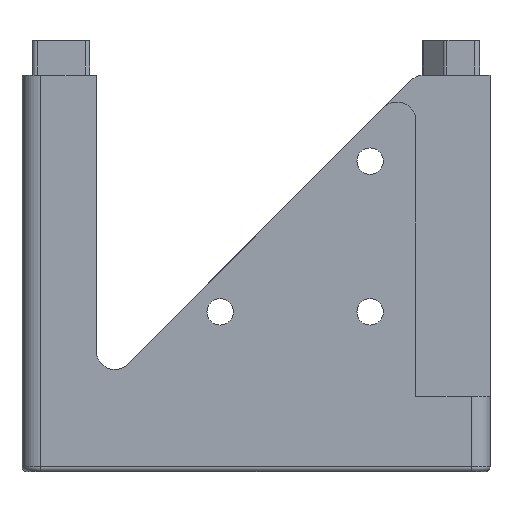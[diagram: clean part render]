
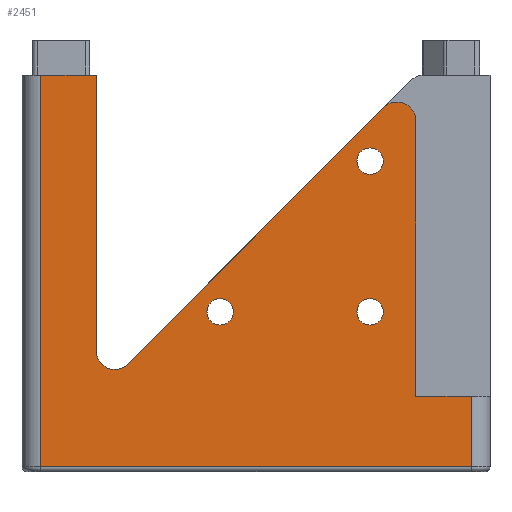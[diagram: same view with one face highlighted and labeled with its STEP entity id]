
A CAD part, left-side view. The second image highlights one B-rep face of the part: STEP entity #2451.
In plain terms, the highlighted planar face has unit normal (-1, 0, 0).
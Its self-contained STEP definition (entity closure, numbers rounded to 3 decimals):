
#52=FACE_BOUND('',#367,.T.);
#53=FACE_BOUND('',#368,.T.);
#54=FACE_BOUND('',#369,.T.);
#98=PLANE('',#2630);
#235=FACE_OUTER_BOUND('',#366,.T.);
#366=EDGE_LOOP('',(#1815,#1816,#1817,#1818,#1819,#1820,#1821,#1822,#1823,
#1824));
#367=EDGE_LOOP('',(#1825));
#368=EDGE_LOOP('',(#1826));
#369=EDGE_LOOP('',(#1827));
#567=LINE('',#3801,#799);
#568=LINE('',#3805,#800);
#569=LINE('',#3807,#801);
#570=LINE('',#3809,#802);
#571=LINE('',#3811,#803);
#572=LINE('',#3813,#804);
#573=LINE('',#3815,#805);
#574=LINE('',#3816,#806);
#799=VECTOR('',#2983,10.);
#800=VECTOR('',#2986,10.);
#801=VECTOR('',#2987,10.);
#802=VECTOR('',#2988,10.);
#803=VECTOR('',#2989,10.);
#804=VECTOR('',#2990,10.);
#805=VECTOR('',#2991,10.);
#806=VECTOR('',#2992,10.);
#1009=CIRCLE('',#2629,2.);
#1010=CIRCLE('',#2631,2.);
#1011=CIRCLE('',#2632,1.4);
#1012=CIRCLE('',#2633,1.4);
#1013=CIRCLE('',#2634,1.4);
#1162=VERTEX_POINT('',#3794);
#1163=VERTEX_POINT('',#3796);
#1164=VERTEX_POINT('',#3800);
#1165=VERTEX_POINT('',#3802);
#1166=VERTEX_POINT('',#3804);
#1167=VERTEX_POINT('',#3806);
#1168=VERTEX_POINT('',#3808);
#1169=VERTEX_POINT('',#3810);
#1170=VERTEX_POINT('',#3812);
#1171=VERTEX_POINT('',#3814);
#1172=VERTEX_POINT('',#3817);
#1173=VERTEX_POINT('',#3819);
#1174=VERTEX_POINT('',#3821);
#1420=EDGE_CURVE('',#1162,#1163,#1009,.T.);
#1422=EDGE_CURVE('',#1164,#1162,#567,.T.);
#1423=EDGE_CURVE('',#1165,#1164,#1010,.T.);
#1424=EDGE_CURVE('',#1165,#1166,#568,.T.);
#1425=EDGE_CURVE('',#1167,#1166,#569,.T.);
#1426=EDGE_CURVE('',#1168,#1167,#570,.T.);
#1427=EDGE_CURVE('',#1169,#1168,#571,.T.);
#1428=EDGE_CURVE('',#1170,#1169,#572,.T.);
#1429=EDGE_CURVE('',#1171,#1170,#573,.T.);
#1430=EDGE_CURVE('',#1163,#1171,#574,.T.);
#1431=EDGE_CURVE('',#1172,#1172,#1011,.T.);
#1432=EDGE_CURVE('',#1173,#1173,#1012,.T.);
#1433=EDGE_CURVE('',#1174,#1174,#1013,.T.);
#1815=ORIENTED_EDGE('',*,*,#1420,.F.);
#1816=ORIENTED_EDGE('',*,*,#1422,.F.);
#1817=ORIENTED_EDGE('',*,*,#1423,.F.);
#1818=ORIENTED_EDGE('',*,*,#1424,.T.);
#1819=ORIENTED_EDGE('',*,*,#1425,.F.);
#1820=ORIENTED_EDGE('',*,*,#1426,.F.);
#1821=ORIENTED_EDGE('',*,*,#1427,.F.);
#1822=ORIENTED_EDGE('',*,*,#1428,.F.);
#1823=ORIENTED_EDGE('',*,*,#1429,.F.);
#1824=ORIENTED_EDGE('',*,*,#1430,.F.);
#1825=ORIENTED_EDGE('',*,*,#1431,.F.);
#1826=ORIENTED_EDGE('',*,*,#1432,.F.);
#1827=ORIENTED_EDGE('',*,*,#1433,.F.);
#2451=ADVANCED_FACE('',(#235,#52,#53,#54),#98,.T.);
#2629=AXIS2_PLACEMENT_3D('',#3797,#2978,#2979);
#2630=AXIS2_PLACEMENT_3D('',#3799,#2981,#2982);
#2631=AXIS2_PLACEMENT_3D('',#3803,#2984,#2985);
#2632=AXIS2_PLACEMENT_3D('',#3818,#2993,#2994);
#2633=AXIS2_PLACEMENT_3D('',#3820,#2995,#2996);
#2634=AXIS2_PLACEMENT_3D('',#3822,#2997,#2998);
#2978=DIRECTION('center_axis',(1.,0.,0.));
#2979=DIRECTION('ref_axis',(0.,-0.382,0.924));
#2981=DIRECTION('center_axis',(-1.,0.,0.));
#2982=DIRECTION('ref_axis',(0.,-1.,0.));
#2983=DIRECTION('',(0.,-0.705,0.709));
#2984=DIRECTION('center_axis',(-1.,0.,0.));
#2985=DIRECTION('ref_axis',(0.,0.382,-0.924));
#2986=DIRECTION('',(0.,0.,1.));
#2987=DIRECTION('',(0.,-1.,0.));
#2988=DIRECTION('',(0.,0.,1.));
#2989=DIRECTION('',(0.,1.,0.));
#2990=DIRECTION('',(0.,0.,-1.));
#2991=DIRECTION('',(0.,-1.,0.));
#2992=DIRECTION('',(0.,0.,-1.));
#2993=DIRECTION('center_axis',(-1.,0.,0.));
#2994=DIRECTION('ref_axis',(0.,0.,1.));
#2995=DIRECTION('center_axis',(-1.,0.,0.));
#2996=DIRECTION('ref_axis',(0.,0.,1.));
#2997=DIRECTION('center_axis',(-1.,0.,0.));
#2998=DIRECTION('ref_axis',(0.,0.,1.));
#3794=CARTESIAN_POINT('',(-24.85,-13.552,38.666));
#3796=CARTESIAN_POINT('',(-24.85,-16.97,37.255));
#3797=CARTESIAN_POINT('Origin',(-24.85,-14.97,37.255));
#3799=CARTESIAN_POINT('Origin',(-24.85,24.85,0.));
#3800=CARTESIAN_POINT('',(-24.85,13.552,11.434));
#3801=CARTESIAN_POINT('',(-24.85,16.97,8.));
#3802=CARTESIAN_POINT('',(-24.85,16.97,12.845));
#3803=CARTESIAN_POINT('Origin',(-24.85,14.97,12.845));
#3804=CARTESIAN_POINT('',(-24.85,16.97,42.1));
#3805=CARTESIAN_POINT('',(-24.85,16.97,8.));
#3806=CARTESIAN_POINT('',(-24.85,22.85,42.1));
#3807=CARTESIAN_POINT('',(-24.85,24.85,42.1));
#3808=CARTESIAN_POINT('',(-24.85,22.85,0.5));
#3809=CARTESIAN_POINT('',(-24.85,22.85,0.));
#3810=CARTESIAN_POINT('',(-24.85,-22.85,0.5));
#3811=CARTESIAN_POINT('',(-24.85,12.425,0.5));
#3812=CARTESIAN_POINT('',(-24.85,-22.85,8.));
#3813=CARTESIAN_POINT('',(-24.85,-22.85,0.));
#3814=CARTESIAN_POINT('',(-24.85,-16.97,8.));
#3815=CARTESIAN_POINT('',(-24.85,-24.85,8.));
#3816=CARTESIAN_POINT('',(-24.85,-16.97,42.1));
#3817=CARTESIAN_POINT('',(-24.85,3.809,15.57));
#3818=CARTESIAN_POINT('Origin',(-24.85,3.809,16.97));
#3819=CARTESIAN_POINT('',(-24.85,-12.116,15.57));
#3820=CARTESIAN_POINT('Origin',(-24.85,-12.116,16.97));
#3821=CARTESIAN_POINT('',(-24.85,-12.116,31.57));
#3822=CARTESIAN_POINT('Origin',(-24.85,-12.116,32.97));
